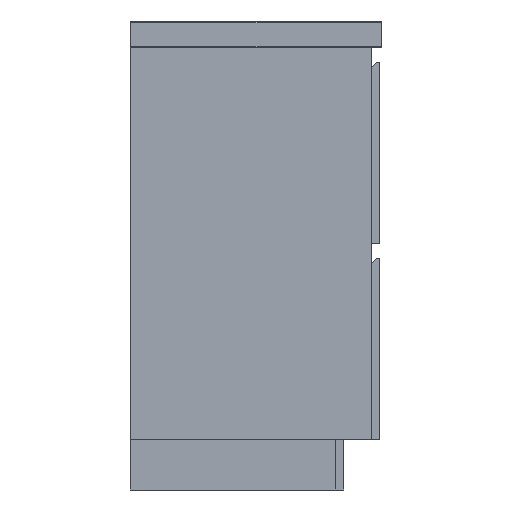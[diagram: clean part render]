
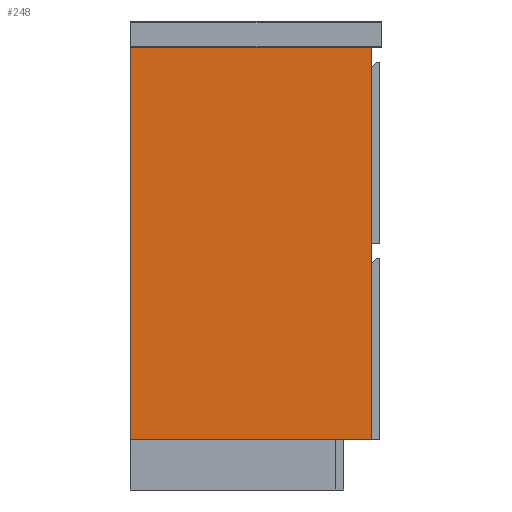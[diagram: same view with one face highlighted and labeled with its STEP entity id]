
A CAD part, left-side view. The second image highlights one B-rep face of the part: STEP entity #248.
In plain terms, the highlighted planar face has unit normal (-1, 0, 0).
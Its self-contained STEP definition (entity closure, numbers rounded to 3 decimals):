
#248=ADVANCED_FACE('',(#333),#1312,.T.);
#333=FACE_OUTER_BOUND('',#418,.T.);
#418=EDGE_LOOP('',(#688,#689,#690,#691));
#688=ORIENTED_EDGE('',*,*,#923,.F.);
#689=ORIENTED_EDGE('',*,*,#910,.T.);
#690=ORIENTED_EDGE('',*,*,#921,.T.);
#691=ORIENTED_EDGE('',*,*,#922,.F.);
#910=EDGE_CURVE('',#1217,#1216,#1085,.T.);
#921=EDGE_CURVE('',#1216,#1224,#1096,.T.);
#922=EDGE_CURVE('',#1225,#1224,#1097,.T.);
#923=EDGE_CURVE('',#1217,#1225,#1098,.T.);
#1085=B_SPLINE_CURVE_WITH_KNOTS('',1,(#2328,#2329),.UNSPECIFIED.,.F.,.F.,
(2,2),(-780.,0.),.UNSPECIFIED.);
#1096=B_SPLINE_CURVE_WITH_KNOTS('',1,(#2350,#2351),.UNSPECIFIED.,.F.,.F.,
(2,2),(-480.,0.),.UNSPECIFIED.);
#1097=B_SPLINE_CURVE_WITH_KNOTS('',1,(#2352,#2353),.UNSPECIFIED.,.F.,.F.,
(2,2),(-780.,0.),.UNSPECIFIED.);
#1098=B_SPLINE_CURVE_WITH_KNOTS('',1,(#2354,#2355),.UNSPECIFIED.,.F.,.F.,
(2,2),(-480.,0.),.UNSPECIFIED.);
#1216=VERTEX_POINT('',#2308);
#1217=VERTEX_POINT('',#2309);
#1224=VERTEX_POINT('',#2316);
#1225=VERTEX_POINT('',#2317);
#1312=PLANE('',#1518);
#1518=AXIS2_PLACEMENT_3D('',#2297,#1618,$);
#1618=DIRECTION('',(-1.,0.,0.));
#2297=CARTESIAN_POINT('',(-594.,-468.,528.));
#2308=CARTESIAN_POINT('',(-594.,390.,480.));
#2309=CARTESIAN_POINT('',(-594.,-390.,480.));
#2316=CARTESIAN_POINT('',(-594.,390.,0.));
#2317=CARTESIAN_POINT('',(-594.,-390.,0.));
#2328=CARTESIAN_POINT('',(-594.,-390.,480.));
#2329=CARTESIAN_POINT('',(-594.,390.,480.));
#2350=CARTESIAN_POINT('',(-594.,390.,480.));
#2351=CARTESIAN_POINT('',(-594.,390.,0.));
#2352=CARTESIAN_POINT('',(-594.,-390.,0.));
#2353=CARTESIAN_POINT('',(-594.,390.,0.));
#2354=CARTESIAN_POINT('',(-594.,-390.,480.));
#2355=CARTESIAN_POINT('',(-594.,-390.,0.));
